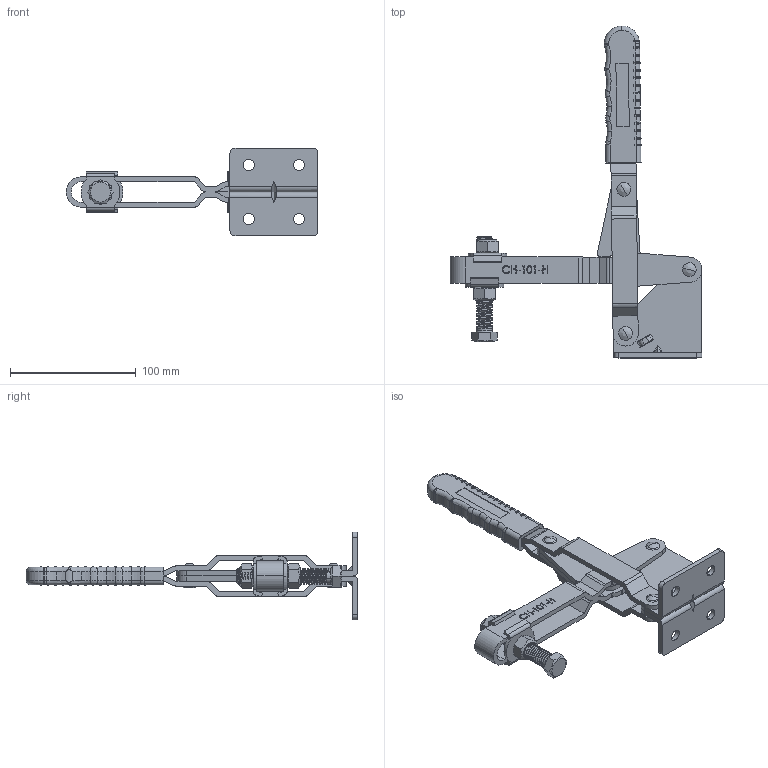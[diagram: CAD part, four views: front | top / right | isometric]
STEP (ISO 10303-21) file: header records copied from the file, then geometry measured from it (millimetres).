
FILE_DESCRIPTION (( 'STEP AP203' ), '1' );
FILE_NAME ('CH-101-H.STEP', '2017-11-05T06:59:08', ( 'Windows' ), ( 'Microsoft' ), 'SwSTEP 2.0', 'SolidWorks 2015', '' );
FILE_SCHEMA (( 'CONFIG_CONTROL_DESIGN' ));
Length unit declared in the file: millimetre
Products named in the file (10): CH-SA-12300 SPINDLE SUPPLIED; CH-101-H; CH-101-H-03 STRAIGHT HANDLE; CH-101-H-01 FLANGED BASE; CH-101-H-02 U-BAR; CH-FW-120; CH-101-H-04 CONNECTING-PLATE; CH-101-H-06; CH-SA-12300 Nut; CH-101-H-05
Assembly tree (15 placements, depth 2):
  CH-101-H
    CH-101-H-05  x4
    CH-101-H-03 STRAIGHT HANDLE
    CH-101-H-01 FLANGED BASE
    CH-101-H-02 U-BAR
    CH-FW-120  x2
    CH-101-H-04 CONNECTING-PLATE  x2
    CH-101-H-06
    CH-SA-12300 Nut  x2
    CH-SA-12300 SPINDLE SUPPLIED
Bounding box: 200.51 x 264.44 x 70 mm (x, y, z)
Volume: 181852.9 mm3; surface area: 110709 mm2
Topology: 17 solids, 17 shells, 1200 faces, 3107 edges, 1962 vertices
Faces by surface type: cylinder 460, plane 413, bspline 172, torus 116, cone 33, sphere 6
Entity records: 44171 total; most frequent: CARTESIAN_POINT 17391, ORIENTED_EDGE 5648, DIRECTION 4938, EDGE_CURVE 2824, VERTEX_POINT 1788, AXIS2_PLACEMENT_3D 1722, VECTOR 1494, LINE 1494
